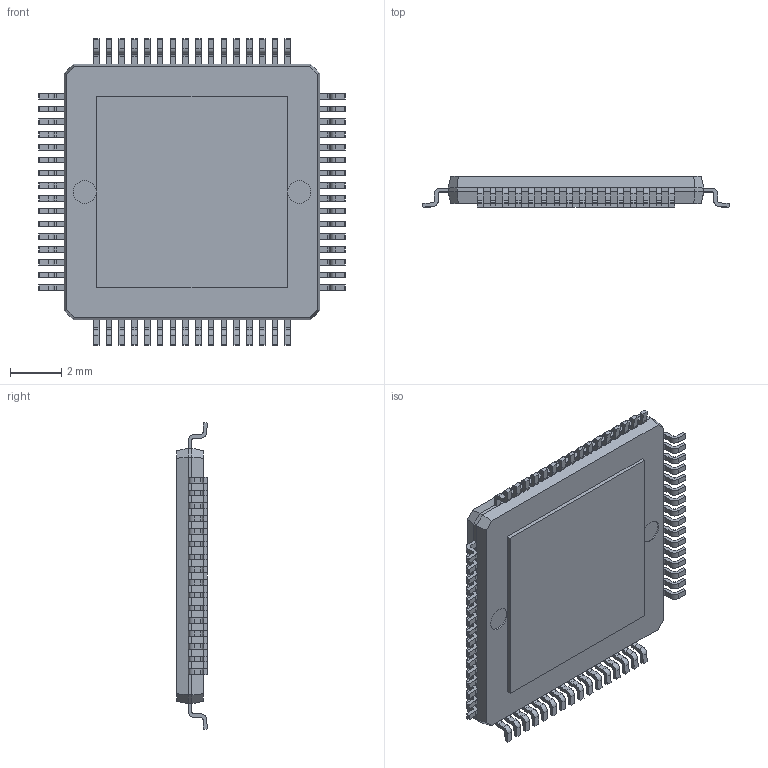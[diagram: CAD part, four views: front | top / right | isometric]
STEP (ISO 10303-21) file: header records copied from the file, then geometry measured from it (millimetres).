
FILE_DESCRIPTION (( 'STEP AP214' ), '1' );
FILE_NAME ('L9963-TR.STEP', '2023-12-14T02:17:14', ( '' ), ( '' ), 'SwSTEP 2.0', 'SolidWorks 2021', '' );
FILE_SCHEMA (( 'AUTOMOTIVE_DESIGN' ));
Length unit declared in the file: millimetre
Products named in the file (1): L9963-TR
Bounding box: 12 x 1.2 x 12 mm (x, y, z)
Volume: 114.3 mm3; surface area: 422.5 mm2
Topology: 67 solids, 67 shells, 941 faces, 2396 edges, 1592 vertices
Faces by surface type: plane 677, cylinder 264
Entity records: 28918 total; most frequent: CARTESIAN_POINT 4930, DIRECTION 4808, ORIENTED_EDGE 4792, EDGE_CURVE 2396, LINE 1868, VECTOR 1868, VERTEX_POINT 1592, AXIS2_PLACEMENT_3D 1470
